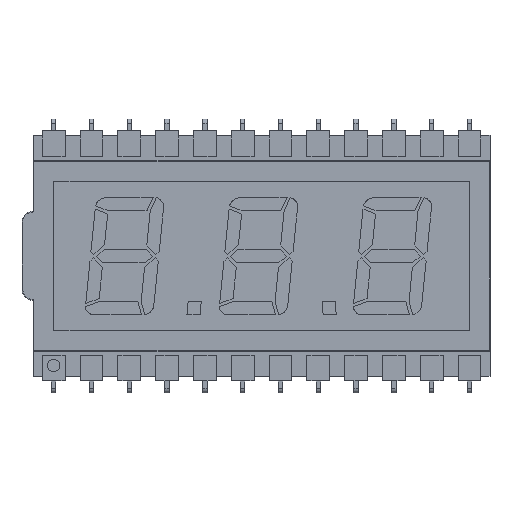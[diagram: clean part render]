
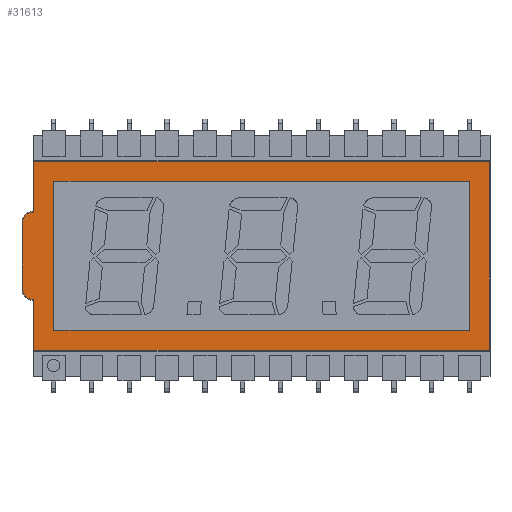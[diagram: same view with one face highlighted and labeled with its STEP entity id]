
A CAD part, top view. The second image highlights one B-rep face of the part: STEP entity #31613.
In plain terms, the highlighted planar face has unit normal (0, 0, 1).
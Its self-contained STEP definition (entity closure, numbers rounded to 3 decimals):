
#524 = CARTESIAN_POINT ( 'NONE',  ( -15.394, 2.949, 1.1 ) ) ;
#906 = CARTESIAN_POINT ( 'NONE',  ( -16.05, -2.25, 1.1 ) ) ;
#1103 = CARTESIAN_POINT ( 'NONE',  ( -15.3, -6.35, 1.1 ) ) ;
#1185 = ORIENTED_EDGE ( 'NONE', *, *, #24068, .F. ) ;
#1211 = CARTESIAN_POINT ( 'NONE',  ( 15.3, 6.35, 1.1 ) ) ;
#1291 = CARTESIAN_POINT ( 'NONE',  ( 7.675, 6.35, 1.1 ) ) ;
#1446 = ORIENTED_EDGE ( 'NONE', *, *, #18535, .T. ) ;
#1695 = CARTESIAN_POINT ( 'NONE',  ( 0., 5., 1.1 ) ) ;
#1914 = EDGE_LOOP ( 'NONE', ( #3245, #19403, #1446, #28821, #23121, #1185, #19066, #26887, #14034, #30334 ) ) ;
#2079 = LINE ( 'NONE', #1291, #27349 ) ;
#2251 = CARTESIAN_POINT ( 'NONE',  ( 13.95, 0., 1.1 ) ) ;
#2561 = VERTEX_POINT ( 'NONE', #26354 ) ;
#2695 = CARTESIAN_POINT ( 'NONE',  ( -15.3, -3.048, 1.1 ) ) ;
#3056 = EDGE_CURVE ( 'NONE', #34356, #24166, #8439, .T. ) ;
#3171 = ORIENTED_EDGE ( 'NONE', *, *, #30244, .T. ) ;
#3245 = ORIENTED_EDGE ( 'NONE', *, *, #23435, .F. ) ;
#4115 = VERTEX_POINT ( 'NONE', #10925 ) ;
#4240 = CARTESIAN_POINT ( 'NONE',  ( 13.95, -5., 1.1 ) ) ;
#4337 = VERTEX_POINT ( 'NONE', #15853 ) ;
#4627 = DIRECTION ( 'NONE',  ( 0., 1., 0. ) ) ;
#4715 = DIRECTION ( 'NONE',  ( 1., 0., 0. ) ) ;
#5540 =( BOUNDED_CURVE ( )  B_SPLINE_CURVE ( 3, ( #36491, #21383, #30647, #27866 ),
 .UNSPECIFIED., .F., .F. ) 
 B_SPLINE_CURVE_WITH_KNOTS ( ( 4, 4 ),
 ( 0., 1. ),
 .UNSPECIFIED. ) 
 CURVE ( )  GEOMETRIC_REPRESENTATION_ITEM ( )  RATIONAL_B_SPLINE_CURVE ( ( 1., 0.819, 0.819, 1. ) ) 
 REPRESENTATION_ITEM ( '' )  );
#5581 = B_SPLINE_CURVE_WITH_KNOTS ( 'NONE', 3,
 ( #34522, #19782, #12896, #26083 ),
 .UNSPECIFIED., .F., .F.,
 ( 4, 4 ),
 ( 0., 1. ),
 .UNSPECIFIED. ) ;
#5998 = CARTESIAN_POINT ( 'NONE',  ( -15.783, 2.924, 1.1 ) ) ;
#6026 = DIRECTION ( 'NONE',  ( -1., 0., 0. ) ) ;
#7245 = FACE_OUTER_BOUND ( 'NONE', #1914, .T. ) ;
#7374 = VECTOR ( 'NONE', #36569, 1000. ) ;
#8439 = LINE ( 'NONE', #21612, #11527 ) ;
#8646 = VERTEX_POINT ( 'NONE', #28162 ) ;
#9150 = EDGE_CURVE ( 'NONE', #32269, #32155, #5540, .T. ) ;
#10826 = CARTESIAN_POINT ( 'NONE',  ( -13.95, -5., 1.1 ) ) ;
#10925 = CARTESIAN_POINT ( 'NONE',  ( -15.394, 2.949, 1.1 ) ) ;
#11512 = VERTEX_POINT ( 'NONE', #13000 ) ;
#11527 = VECTOR ( 'NONE', #6026, 1000. ) ;
#11661 = CARTESIAN_POINT ( 'NONE',  ( 0., 0., 1.1 ) ) ;
#11791 = EDGE_CURVE ( 'NONE', #24166, #21153, #14332, .T. ) ;
#12633 = CARTESIAN_POINT ( 'NONE',  ( -15.394, -2.949, 1.1 ) ) ;
#12896 = CARTESIAN_POINT ( 'NONE',  ( -15.34, 2.952, 1.1 ) ) ;
#13000 = CARTESIAN_POINT ( 'NONE',  ( -15.3, 3.048, 1.1 ) ) ;
#13054 = VERTEX_POINT ( 'NONE', #20535 ) ;
#13738 = LINE ( 'NONE', #20005, #14997 ) ;
#13772 = EDGE_CURVE ( 'NONE', #4337, #15463, #22052, .T. ) ;
#14034 = ORIENTED_EDGE ( 'NONE', *, *, #13772, .F. ) ;
#14332 = LINE ( 'NONE', #38581, #34973 ) ;
#14676 = DIRECTION ( 'NONE',  ( 0., 0., 1. ) ) ;
#14922 = DIRECTION ( 'NONE',  ( 0., -1., 0. ) ) ;
#14997 = VECTOR ( 'NONE', #14922, 1000. ) ;
#15463 = VERTEX_POINT ( 'NONE', #1103 ) ;
#15853 = CARTESIAN_POINT ( 'NONE',  ( 15.3, -6.35, 1.1 ) ) ;
#16363 = VECTOR ( 'NONE', #36590, 1000. ) ;
#16853 = EDGE_CURVE ( 'NONE', #11512, #8646, #23885, .T. ) ;
#17255 = DIRECTION ( 'NONE',  ( 0., 1., 0. ) ) ;
#17438 = DIRECTION ( 'NONE',  ( 1., 0., 0. ) ) ;
#17725 = VECTOR ( 'NONE', #17255, 1000. ) ;
#17891 = DIRECTION ( 'NONE',  ( 1., 0., 0. ) ) ;
#18535 = EDGE_CURVE ( 'NONE', #11512, #4115, #5581, .T. ) ;
#19066 = ORIENTED_EDGE ( 'NONE', *, *, #9150, .F. ) ;
#19403 = ORIENTED_EDGE ( 'NONE', *, *, #16853, .F. ) ;
#19575 = PLANE ( 'NONE',  #37082 ) ;
#19782 = CARTESIAN_POINT ( 'NONE',  ( -15.3, 2.996, 1.1 ) ) ;
#20005 = CARTESIAN_POINT ( 'NONE',  ( 15.3, -3.2, 1.1 ) ) ;
#20535 = CARTESIAN_POINT ( 'NONE',  ( 13.95, 5., 1.1 ) ) ;
#20816 = CARTESIAN_POINT ( 'NONE',  ( -16.05, -2.25, 1.1 ) ) ;
#21153 = VERTEX_POINT ( 'NONE', #22715 ) ;
#21383 = CARTESIAN_POINT ( 'NONE',  ( -15.3, -2.993, 1.1 ) ) ;
#21612 = CARTESIAN_POINT ( 'NONE',  ( 0., -5., 1.1 ) ) ;
#22052 = LINE ( 'NONE', #34336, #7374 ) ;
#22565 = CARTESIAN_POINT ( 'NONE',  ( -16.05, -2.64, 1.1 ) ) ;
#22715 = CARTESIAN_POINT ( 'NONE',  ( -13.95, 5., 1.1 ) ) ;
#23121 = ORIENTED_EDGE ( 'NONE', *, *, #25400, .F. ) ;
#23435 = EDGE_CURVE ( 'NONE', #8646, #38216, #2079, .T. ) ;
#23632 = EDGE_LOOP ( 'NONE', ( #37992, #33488, #36852, #3171 ) ) ;
#23866 = LINE ( 'NONE', #36121, #35346 ) ;
#23885 = LINE ( 'NONE', #36347, #29332 ) ;
#24044 = VECTOR ( 'NONE', #17438, 1000. ) ;
#24068 = EDGE_CURVE ( 'NONE', #32155, #38555, #24956, .T. ) ;
#24166 = VERTEX_POINT ( 'NONE', #10826 ) ;
#24956 =( BOUNDED_CURVE ( )  B_SPLINE_CURVE ( 3, ( #12633, #37690, #22565, #906 ),
 .UNSPECIFIED., .F., .F. ) 
 B_SPLINE_CURVE_WITH_KNOTS ( ( 4, 4 ),
 ( 0., 1. ),
 .UNSPECIFIED. ) 
 CURVE ( )  GEOMETRIC_REPRESENTATION_ITEM ( )  RATIONAL_B_SPLINE_CURVE ( ( 1., 0.819, 0.819, 1. ) ) 
 REPRESENTATION_ITEM ( '' )  );
#25400 = EDGE_CURVE ( 'NONE', #38555, #2561, #23866, .T. ) ;
#26025 = LINE ( 'NONE', #36045, #17725 ) ;
#26083 = CARTESIAN_POINT ( 'NONE',  ( -15.394, 2.949, 1.1 ) ) ;
#26354 = CARTESIAN_POINT ( 'NONE',  ( -16.05, 2.25, 1.1 ) ) ;
#26887 = ORIENTED_EDGE ( 'NONE', *, *, #31950, .F. ) ;
#27349 = VECTOR ( 'NONE', #4715, 1000. ) ;
#27360 = EDGE_CURVE ( 'NONE', #38216, #4337, #13738, .T. ) ;
#27866 = CARTESIAN_POINT ( 'NONE',  ( -15.394, -2.949, 1.1 ) ) ;
#28110 = EDGE_CURVE ( 'NONE', #21153, #13054, #29434, .T. ) ;
#28162 = CARTESIAN_POINT ( 'NONE',  ( -15.3, 6.35, 1.1 ) ) ;
#28732 = FACE_BOUND ( 'NONE', #23632, .T. ) ;
#28821 = ORIENTED_EDGE ( 'NONE', *, *, #30794, .F. ) ;
#29332 = VECTOR ( 'NONE', #33129, 1000. ) ;
#29434 = LINE ( 'NONE', #1695, #24044 ) ;
#30244 = EDGE_CURVE ( 'NONE', #13054, #34356, #32770, .T. ) ;
#30334 = ORIENTED_EDGE ( 'NONE', *, *, #27360, .F. ) ;
#30647 = CARTESIAN_POINT ( 'NONE',  ( -15.338, -2.952, 1.1 ) ) ;
#30653 =( BOUNDED_CURVE ( )  B_SPLINE_CURVE ( 3, ( #31248, #33897, #5998, #524 ),
 .UNSPECIFIED., .F., .F. ) 
 B_SPLINE_CURVE_WITH_KNOTS ( ( 4, 4 ),
 ( 0., 1. ),
 .UNSPECIFIED. ) 
 CURVE ( )  GEOMETRIC_REPRESENTATION_ITEM ( )  RATIONAL_B_SPLINE_CURVE ( ( 1., 0.819, 0.819, 1. ) ) 
 REPRESENTATION_ITEM ( '' )  );
#30794 = EDGE_CURVE ( 'NONE', #2561, #4115, #30653, .T. ) ;
#31248 = CARTESIAN_POINT ( 'NONE',  ( -16.05, 2.25, 1.1 ) ) ;
#31613 = ADVANCED_FACE ( 'NONE', ( #28732, #7245 ), #19575, .T. ) ;
#31950 = EDGE_CURVE ( 'NONE', #15463, #32269, #26025, .T. ) ;
#32127 = DIRECTION ( 'NONE',  ( 0., 1., 0. ) ) ;
#32155 = VERTEX_POINT ( 'NONE', #38255 ) ;
#32269 = VERTEX_POINT ( 'NONE', #2695 ) ;
#32770 = LINE ( 'NONE', #2251, #16363 ) ;
#33129 = DIRECTION ( 'NONE',  ( 0., 1., 0. ) ) ;
#33488 = ORIENTED_EDGE ( 'NONE', *, *, #11791, .T. ) ;
#33897 = CARTESIAN_POINT ( 'NONE',  ( -16.05, 2.64, 1.1 ) ) ;
#34336 = CARTESIAN_POINT ( 'NONE',  ( -7.675, -6.35, 1.1 ) ) ;
#34356 = VERTEX_POINT ( 'NONE', #4240 ) ;
#34522 = CARTESIAN_POINT ( 'NONE',  ( -15.3, 3.048, 1.1 ) ) ;
#34973 = VECTOR ( 'NONE', #32127, 1000. ) ;
#35346 = VECTOR ( 'NONE', #4627, 1000. ) ;
#36045 = CARTESIAN_POINT ( 'NONE',  ( -15.3, 3.2, 1.1 ) ) ;
#36121 = CARTESIAN_POINT ( 'NONE',  ( -16.05, -1.125, 1.1 ) ) ;
#36347 = CARTESIAN_POINT ( 'NONE',  ( -15.3, 3.2, 1.1 ) ) ;
#36491 = CARTESIAN_POINT ( 'NONE',  ( -15.3, -3.048, 1.1 ) ) ;
#36569 = DIRECTION ( 'NONE',  ( -1., 0., 0. ) ) ;
#36590 = DIRECTION ( 'NONE',  ( 0., -1., 0. ) ) ;
#36852 = ORIENTED_EDGE ( 'NONE', *, *, #28110, .T. ) ;
#37082 = AXIS2_PLACEMENT_3D ( 'NONE', #11661, #14676, #17891 ) ;
#37690 = CARTESIAN_POINT ( 'NONE',  ( -15.783, -2.924, 1.1 ) ) ;
#37992 = ORIENTED_EDGE ( 'NONE', *, *, #3056, .T. ) ;
#38216 = VERTEX_POINT ( 'NONE', #1211 ) ;
#38255 = CARTESIAN_POINT ( 'NONE',  ( -15.394, -2.949, 1.1 ) ) ;
#38555 = VERTEX_POINT ( 'NONE', #20816 ) ;
#38581 = CARTESIAN_POINT ( 'NONE',  ( -13.95, 0., 1.1 ) ) ;
